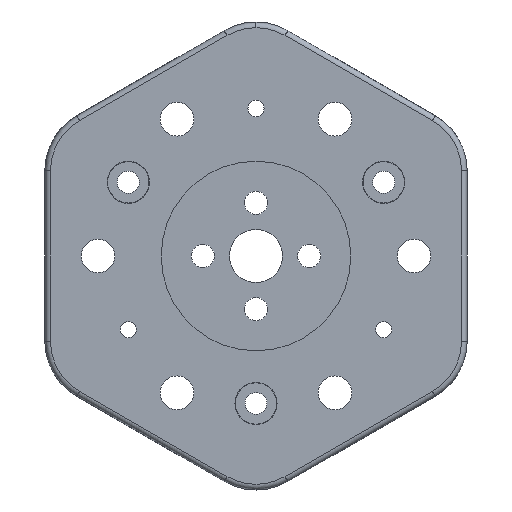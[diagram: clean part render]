
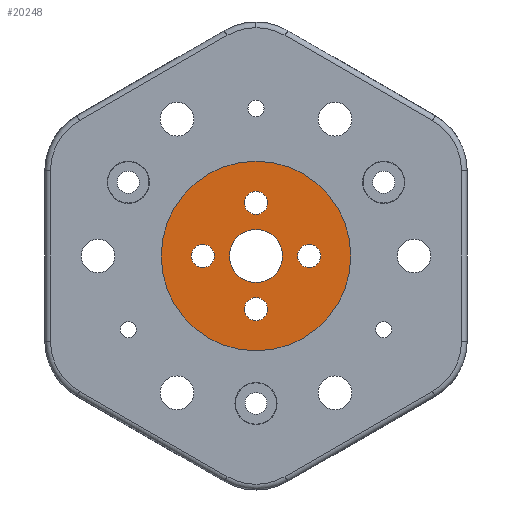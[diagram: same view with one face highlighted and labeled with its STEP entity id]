
A CAD part, left-side view. The second image highlights one B-rep face of the part: STEP entity #20248.
In plain terms, the highlighted planar face has unit normal (-1, 0, 0).
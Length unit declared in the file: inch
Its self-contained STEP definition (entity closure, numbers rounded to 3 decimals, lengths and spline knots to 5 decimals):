
#1537 = FACE_BOUND ( 'NONE', #21038, .T. ) ;
#1538 = FACE_BOUND ( 'NONE', #21031, .T. ) ;
#1539 = FACE_BOUND ( 'NONE', #21039, .T. ) ;
#1542 = FACE_BOUND ( 'NONE', #21034, .T. ) ;
#1544 = FACE_OUTER_BOUND ( 'NONE', #21035, .T. ) ;
#1546 = FACE_BOUND ( 'NONE', #21036, .T. ) ;
#2352 = DIRECTION ( 'NONE',  ( 0., 0., 1. ) ) ;
#2357 = DIRECTION ( 'NONE',  ( -1., 0., 0. ) ) ;
#2366 = CARTESIAN_POINT ( 'NONE',  ( 0.035, 0., 0. ) ) ;
#2397 = PLANE ( 'NONE',  #19941 ) ;
#4026 = EDGE_CURVE ( 'NONE', #9480, #9526, #17314, .T. ) ;
#4178 = EDGE_CURVE ( 'NONE', #9551, #9459, #17496, .T. ) ;
#4207 = AXIS2_PLACEMENT_3D ( 'NONE', #12179, #12450, #12152 ) ;
#4210 = AXIS2_PLACEMENT_3D ( 'NONE', #21873, #21869, #21866 ) ;
#4263 = AXIS2_PLACEMENT_3D ( 'NONE', #12797, #12773, #12772 ) ;
#4331 = EDGE_CURVE ( 'NONE', #9483, #9602, #17550, .T. ) ;
#4511 = AXIS2_PLACEMENT_3D ( 'NONE', #21917, #21949, #21950 ) ;
#4810 = EDGE_CURVE ( 'NONE', #9691, #9597, #18395, .T. ) ;
#5142 = CIRCLE ( 'NONE', #15680, 0.5625 ) ;
#5608 = CIRCLE ( 'NONE', #15572, 0.0689 ) ;
#5616 = CIRCLE ( 'NONE', #15570, 0.0689 ) ;
#5620 = CIRCLE ( 'NONE', #15569, 0.0689 ) ;
#5678 = CIRCLE ( 'NONE', #15555, 0.5625 ) ;
#5712 = CIRCLE ( 'NONE', #15543, 0.0689 ) ;
#5750 = CIRCLE ( 'NONE', #15540, 0.15748 ) ;
#5822 = CIRCLE ( 'NONE', #15516, 0.15748 ) ;
#6945 = ORIENTED_EDGE ( 'NONE', *, *, #8778, .T. ) ;
#6946 = ORIENTED_EDGE ( 'NONE', *, *, #4331, .T. ) ;
#6947 = ORIENTED_EDGE ( 'NONE', *, *, #8745, .T. ) ;
#6948 = ORIENTED_EDGE ( 'NONE', *, *, #4810, .T. ) ;
#6949 = ORIENTED_EDGE ( 'NONE', *, *, #8767, .T. ) ;
#6950 = ORIENTED_EDGE ( 'NONE', *, *, #8580, .T. ) ;
#6951 = ORIENTED_EDGE ( 'NONE', *, *, #8743, .T. ) ;
#6952 = ORIENTED_EDGE ( 'NONE', *, *, #4178, .T. ) ;
#6953 = ORIENTED_EDGE ( 'NONE', *, *, #8746, .T. ) ;
#6954 = ORIENTED_EDGE ( 'NONE', *, *, #4026, .T. ) ;
#6955 = ORIENTED_EDGE ( 'NONE', *, *, #8792, .T. ) ;
#6956 = ORIENTED_EDGE ( 'NONE', *, *, #8819, .T. ) ;
#8580 = EDGE_CURVE ( 'NONE', #9904, #9970, #5142, .T. ) ;
#8743 = EDGE_CURVE ( 'NONE', #9459, #9551, #5608, .T. ) ;
#8745 = EDGE_CURVE ( 'NONE', #9597, #9691, #5616, .T. ) ;
#8746 = EDGE_CURVE ( 'NONE', #9526, #9480, #5620, .T. ) ;
#8767 = EDGE_CURVE ( 'NONE', #9970, #9904, #5678, .T. ) ;
#8778 = EDGE_CURVE ( 'NONE', #9602, #9483, #5712, .T. ) ;
#8792 = EDGE_CURVE ( 'NONE', #9424, #9428, #5750, .T. ) ;
#8819 = EDGE_CURVE ( 'NONE', #9428, #9424, #5822, .T. ) ;
#9424 = VERTEX_POINT ( 'NONE', #19738 ) ;
#9428 = VERTEX_POINT ( 'NONE', #19731 ) ;
#9459 = VERTEX_POINT ( 'NONE', #19681 ) ;
#9480 = VERTEX_POINT ( 'NONE', #19652 ) ;
#9483 = VERTEX_POINT ( 'NONE', #19643 ) ;
#9526 = VERTEX_POINT ( 'NONE', #19576 ) ;
#9551 = VERTEX_POINT ( 'NONE', #19538 ) ;
#9597 = VERTEX_POINT ( 'NONE', #19464 ) ;
#9602 = VERTEX_POINT ( 'NONE', #19459 ) ;
#9691 = VERTEX_POINT ( 'NONE', #19650 ) ;
#9904 = VERTEX_POINT ( 'NONE', #14760 ) ;
#9970 = VERTEX_POINT ( 'NONE', #14686 ) ;
#10355 = DIRECTION ( 'NONE',  ( 0., 0., 1. ) ) ;
#10356 = DIRECTION ( 'NONE',  ( -1., 0., 0. ) ) ;
#10372 = CARTESIAN_POINT ( 'NONE',  ( 0.035, 0., 0. ) ) ;
#12152 = DIRECTION ( 'NONE',  ( 0., 0., 1. ) ) ;
#12179 = CARTESIAN_POINT ( 'NONE',  ( 0.035, -0.31496, 0. ) ) ;
#12450 = DIRECTION ( 'NONE',  ( 1., 0., 0. ) ) ;
#12772 = DIRECTION ( 'NONE',  ( 0., 0., 1. ) ) ;
#12773 = DIRECTION ( 'NONE',  ( 1., 0., 0. ) ) ;
#12797 = CARTESIAN_POINT ( 'NONE',  ( 0.035, 0., 0.31496 ) ) ;
#14686 = CARTESIAN_POINT ( 'NONE',  ( 0.035, 0., 0.5625 ) ) ;
#14760 = CARTESIAN_POINT ( 'NONE',  ( 0.035, 0., -0.5625 ) ) ;
#15516 = AXIS2_PLACEMENT_3D ( 'NONE', #19355, #19348, #19347 ) ;
#15540 = AXIS2_PLACEMENT_3D ( 'NONE', #18268, #18303, #18302 ) ;
#15543 = AXIS2_PLACEMENT_3D ( 'NONE', #18108, #19157, #19158 ) ;
#15555 = AXIS2_PLACEMENT_3D ( 'NONE', #18172, #18146, #18141 ) ;
#15569 = AXIS2_PLACEMENT_3D ( 'NONE', #18983, #18938, #18934 ) ;
#15570 = AXIS2_PLACEMENT_3D ( 'NONE', #19005, #18957, #18954 ) ;
#15572 = AXIS2_PLACEMENT_3D ( 'NONE', #19078, #18989, #18986 ) ;
#15680 = AXIS2_PLACEMENT_3D ( 'NONE', #10372, #10356, #10355 ) ;
#17314 = CIRCLE ( 'NONE', #4263, 0.0689 ) ;
#17496 = CIRCLE ( 'NONE', #4511, 0.0689 ) ;
#17550 = CIRCLE ( 'NONE', #4210, 0.0689 ) ;
#18108 = CARTESIAN_POINT ( 'NONE',  ( 0.035, 0.31496, 0. ) ) ;
#18141 = DIRECTION ( 'NONE',  ( 0., 0., 1. ) ) ;
#18146 = DIRECTION ( 'NONE',  ( -1., 0., 0. ) ) ;
#18172 = CARTESIAN_POINT ( 'NONE',  ( 0.035, 0., 0. ) ) ;
#18268 = CARTESIAN_POINT ( 'NONE',  ( 0.035, 0., 0. ) ) ;
#18302 = DIRECTION ( 'NONE',  ( 0., 0., 1. ) ) ;
#18303 = DIRECTION ( 'NONE',  ( 1., 0., 0. ) ) ;
#18395 = CIRCLE ( 'NONE', #4207, 0.0689 ) ;
#18934 = DIRECTION ( 'NONE',  ( 0., 0., 1. ) ) ;
#18938 = DIRECTION ( 'NONE',  ( 1., 0., 0. ) ) ;
#18954 = DIRECTION ( 'NONE',  ( 0., 0., 1. ) ) ;
#18957 = DIRECTION ( 'NONE',  ( 1., 0., 0. ) ) ;
#18983 = CARTESIAN_POINT ( 'NONE',  ( 0.035, 0., 0.31496 ) ) ;
#18986 = DIRECTION ( 'NONE',  ( 0., 0., 1. ) ) ;
#18989 = DIRECTION ( 'NONE',  ( 1., 0., 0. ) ) ;
#19005 = CARTESIAN_POINT ( 'NONE',  ( 0.035, -0.31496, 0. ) ) ;
#19078 = CARTESIAN_POINT ( 'NONE',  ( 0.035, 0., -0.31496 ) ) ;
#19157 = DIRECTION ( 'NONE',  ( 1., 0., 0. ) ) ;
#19158 = DIRECTION ( 'NONE',  ( 0., 0., 1. ) ) ;
#19347 = DIRECTION ( 'NONE',  ( 0., 0., 1. ) ) ;
#19348 = DIRECTION ( 'NONE',  ( 1., 0., 0. ) ) ;
#19355 = CARTESIAN_POINT ( 'NONE',  ( 0.035, 0., 0. ) ) ;
#19459 = CARTESIAN_POINT ( 'NONE',  ( 0.035, 0.31496, 0.0689 ) ) ;
#19464 = CARTESIAN_POINT ( 'NONE',  ( 0.035, -0.31496, 0.0689 ) ) ;
#19538 = CARTESIAN_POINT ( 'NONE',  ( 0.035, 0., -0.38386 ) ) ;
#19576 = CARTESIAN_POINT ( 'NONE',  ( 0.035, 0., 0.38386 ) ) ;
#19643 = CARTESIAN_POINT ( 'NONE',  ( 0.035, 0.31496, -0.0689 ) ) ;
#19650 = CARTESIAN_POINT ( 'NONE',  ( 0.035, -0.31496, -0.0689 ) ) ;
#19652 = CARTESIAN_POINT ( 'NONE',  ( 0.035, 0., 0.24606 ) ) ;
#19681 = CARTESIAN_POINT ( 'NONE',  ( 0.035, 0., -0.24606 ) ) ;
#19731 = CARTESIAN_POINT ( 'NONE',  ( 0.035, 0., -0.15748 ) ) ;
#19738 = CARTESIAN_POINT ( 'NONE',  ( 0.035, 0., 0.15748 ) ) ;
#19941 = AXIS2_PLACEMENT_3D ( 'NONE', #2366, #2357, #2352 ) ;
#20248 = ADVANCED_FACE ( 'NONE', ( #1538, #1542, #1544, #1546, #1537, #1539 ), #2397, .T. ) ;
#21031 = EDGE_LOOP ( 'NONE', ( #6945, #6946 ) ) ;
#21034 = EDGE_LOOP ( 'NONE', ( #6947, #6948 ) ) ;
#21035 = EDGE_LOOP ( 'NONE', ( #6949, #6950 ) ) ;
#21036 = EDGE_LOOP ( 'NONE', ( #6951, #6952 ) ) ;
#21038 = EDGE_LOOP ( 'NONE', ( #6953, #6954 ) ) ;
#21039 = EDGE_LOOP ( 'NONE', ( #6955, #6956 ) ) ;
#21866 = DIRECTION ( 'NONE',  ( 0., 0., 1. ) ) ;
#21869 = DIRECTION ( 'NONE',  ( 1., 0., 0. ) ) ;
#21873 = CARTESIAN_POINT ( 'NONE',  ( 0.035, 0.31496, 0. ) ) ;
#21917 = CARTESIAN_POINT ( 'NONE',  ( 0.035, 0., -0.31496 ) ) ;
#21949 = DIRECTION ( 'NONE',  ( 1., 0., 0. ) ) ;
#21950 = DIRECTION ( 'NONE',  ( 0., 0., 1. ) ) ;
